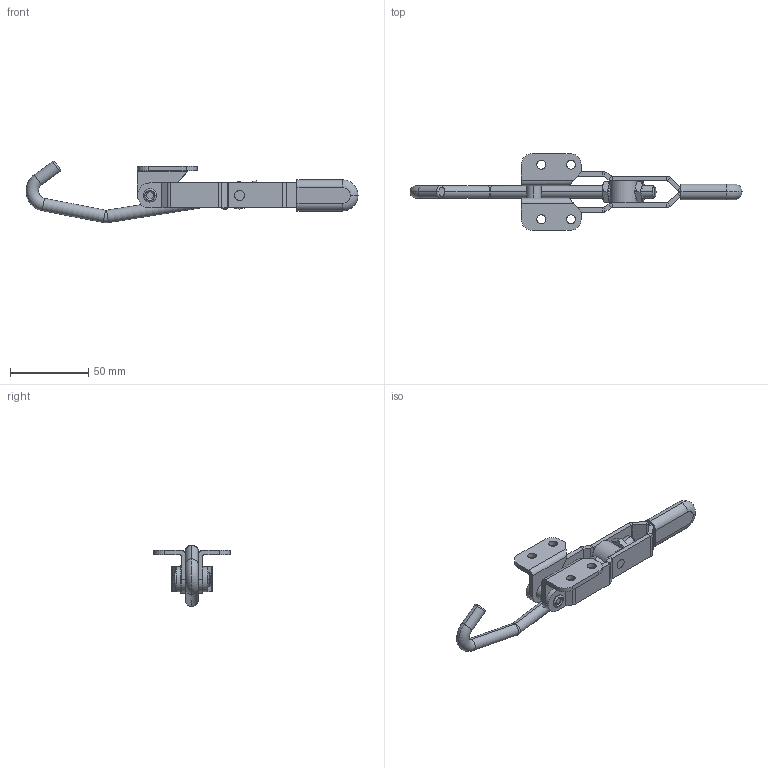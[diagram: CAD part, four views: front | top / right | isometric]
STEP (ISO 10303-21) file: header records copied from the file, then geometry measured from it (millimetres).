
FILE_DESCRIPTION (( 'STEP AP203' ), '1' );
FILE_NAME ('HS-451 .STEP', '2019-08-22T08:46:09', ( '微软用户' ), ( '微软中国' ), 'SwSTEP 2.0', 'SolidWorks 2012', '' );
FILE_SCHEMA (( 'CONFIG_CONTROL_DESIGN' ));
Length unit declared in the file: millimetre
Products named in the file (9): HS-451 ; 穩隊; 階杶; 忒參; hex thin nuts-grades ab-chamfered gb_GB_FASTENER_NUT_STNAB M8-N; 种2; 忒梟; 境像; 菁釱
Assembly tree (10 placements, depth 2):
  HS-451 
    菁釱
    境像
    忒梟  x2
    种2
    hex thin nuts-grades ab-chamfered gb_GB_FASTENER_NUT_STNAB M8-N  x2
    忒參
    階杶
    穩隊
Bounding box: 212.22 x 49.2 x 39.34 mm (x, y, z)
Volume: 36635.9 mm3; surface area: 24959.2 mm2
Topology: 11 solids, 11 shells, 577 faces, 1459 edges, 928 vertices
Faces by surface type: plane 341, bspline 106, cylinder 92, torus 18, cone 18, sphere 2
Entity records: 21242 total; most frequent: CARTESIAN_POINT 8571, ORIENTED_EDGE 2598, DIRECTION 2063, EDGE_CURVE 1299, VECTOR 879, LINE 879, VERTEX_POINT 840, AXIS2_PLACEMENT_3D 592
